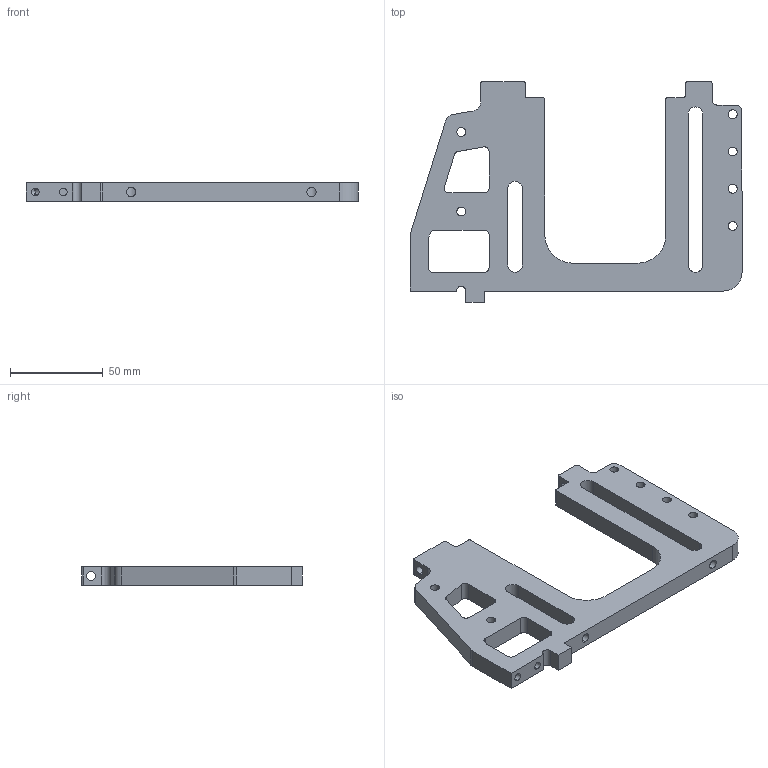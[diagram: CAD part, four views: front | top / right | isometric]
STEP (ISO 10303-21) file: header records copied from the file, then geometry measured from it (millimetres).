
FILE_DESCRIPTION (( 'STEP AP203' ), '1' );
FILE_NAME ('ROV-USI-019A-FLANC MODULE.STEP', '2024-05-22T13:20:03', ( '' ), ( '' ), 'SwSTEP 2.0', 'SolidWorks 2016', '' );
FILE_SCHEMA (( 'CONFIG_CONTROL_DESIGN' ));
Length unit declared in the file: millimetre
Products named in the file (1): ROV-USI-019A-FLANC MODULE
Bounding box: 178.5 x 118.5 x 10 mm (x, y, z)
Volume: 96282.5 mm3; surface area: 33826.1 mm2
Topology: 1 solids, 1 shells, 94 faces, 274 edges, 181 vertices
Faces by surface type: cylinder 55, plane 37, cone 2
Entity records: 3383 total; most frequent: CARTESIAN_POINT 668, DIRECTION 564, ORIENTED_EDGE 544, EDGE_CURVE 272, AXIS2_PLACEMENT_3D 201, VERTEX_POINT 181, VECTOR 162, LINE 162
